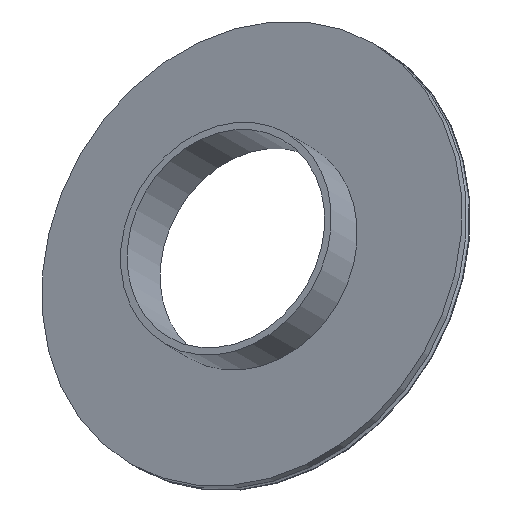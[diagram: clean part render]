
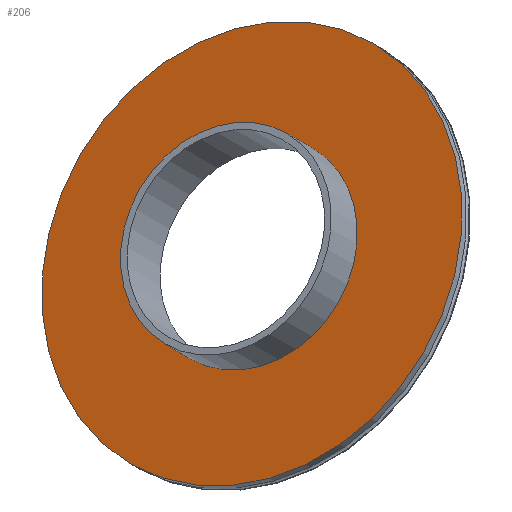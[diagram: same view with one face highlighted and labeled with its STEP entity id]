
A CAD part, isometric view. The second image highlights one B-rep face of the part: STEP entity #206.
In plain terms, the highlighted planar face has unit normal (-0.707, 0, 0.707).
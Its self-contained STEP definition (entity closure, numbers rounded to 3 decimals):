
#102=CARTESIAN_POINT('POINT9',(-5.15,0.,
   4.861));
#103=VERTEX_POINT('VERTEX9',#102);
#110=CARTESIAN_POINT('POINT10',(-3.736,
   0.,6.275));
#111=VERTEX_POINT('VERTEX10',#110);
#112=CARTESIAN_POINT('POS11',(-4.443,0.,
   5.568));
#113=DIRECTION('DIR18',(0.707,0.,
   -0.707));
#114=DIRECTION('DIR19',(0.707,0.,
   0.707));
#115=AXIS2_PLACEMENT_3D('AXIS8',#112,#113,#114);
#116=CIRCLE('ELLIPSE5',#115,1.);
#117=EDGE_CURVE('EDGE12',#111,#103,#116,.T.);
#137=EDGE_CURVE('EDGE14',#103,#111,#116,.T.);
#182=CARTESIAN_POINT('POINT13',(-3.032,0.,
   6.978));
#183=VERTEX_POINT('VERTEX13',#182);
#184=CARTESIAN_POINT('POINT14',(-5.853,
   0.,4.157));
#185=VERTEX_POINT('VERTEX14',#184);
#186=CARTESIAN_POINT('POS18',(-4.443,0.,
   5.568));
#187=DIRECTION('DIR29',(-0.707,0.,
   0.707));
#188=DIRECTION('DIR30',(0.707,0.,
   0.707));
#189=AXIS2_PLACEMENT_3D('AXIS12',#186,#187,#188);
#190=CIRCLE('ELLIPSE7',#189,1.995);
#191=EDGE_CURVE('EDGE19',#183,#185,#190,.T.);
#192=ORIENTED_EDGE('COEDGE33',*,*,#191,.T.);
#193=EDGE_CURVE('EDGE20',#185,#183,#190,.T.);
#194=ORIENTED_EDGE('COEDGE34',*,*,#193,.T.);
#195=EDGE_LOOP('NONE',(#192,#194));
#196=FACE_BOUND('LOOP1',#195,.T.);
#197=ORIENTED_EDGE('COEDGE35',*,*,#137,.T.);
#198=ORIENTED_EDGE('COEDGE36',*,*,#117,.T.);
#199=EDGE_LOOP('NONE',(#197,#198));
#200=FACE_BOUND('LOOP1',#199,.T.);
#201=CARTESIAN_POINT('POS19',(-4.443,0.,
   5.568));
#202=DIRECTION('DIR31',(-0.707,0.,
   0.707));
#203=DIRECTION('DIR32',(0.707,0.,
   0.707));
#204=AXIS2_PLACEMENT_3D('AXIS13',#201,#202,#203);
#205=PLANE('PLANE3',#204);
#206=ADVANCED_FACE('FACE9',(#196,#200),#205,.T.);
